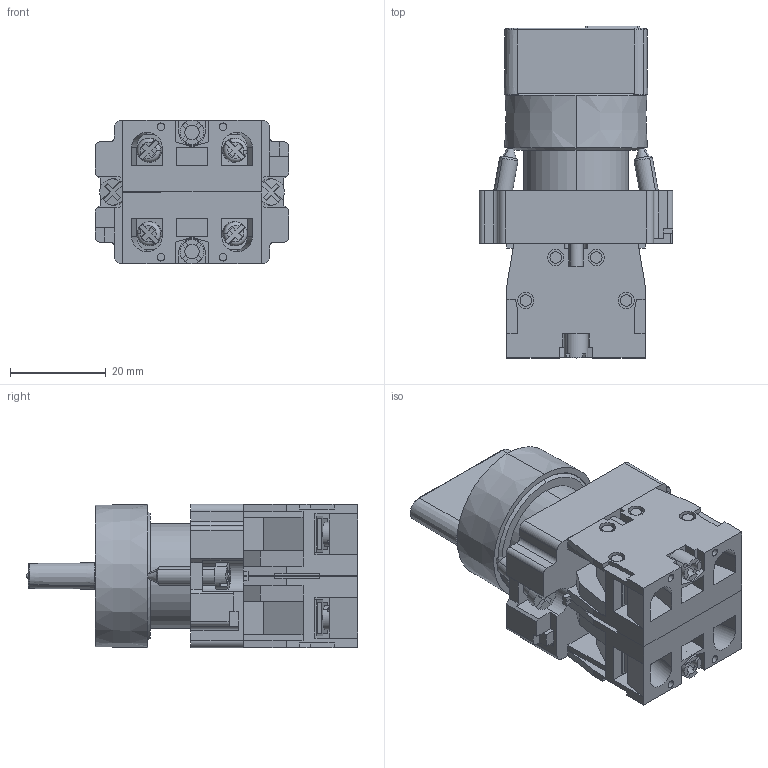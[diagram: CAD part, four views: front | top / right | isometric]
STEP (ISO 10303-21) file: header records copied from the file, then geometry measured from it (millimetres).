
FILE_DESCRIPTION (( 'STEP AP214' ), '1' );
FILE_NAME ('BSW60-BD-3-K02 Ïåðåêëþ÷àòåëü LAY5-BD33 3 ïîëîæåíèÿ I-0-II ñòàíäàðò ðó÷êà ÈÝÊ.STEP', '2017-10-26T08:30:26', ( '' ), ( '' ), 'SwSTEP 2.0', 'SolidWorks 2014', '' );
FILE_SCHEMA (( 'AUTOMOTIVE_DESIGN' ));
Length unit declared in the file: millimetre
Products named in the file (1): BSW60-BD-3-K02 Ïåðåêëþ÷àòåëü LAY5-BD33 3 ïîëîæåíèÿ I-0-II ñòàíäàðò ðó÷êà ÈÝÊ
Bounding box: 40.5 x 69.5 x 30 mm (x, y, z)
Volume: 37475.5 mm3; surface area: 20729 mm2
Topology: 5 solids, 5 shells, 680 faces, 1818 edges, 1198 vertices
Faces by surface type: plane 499, cylinder 139, cone 18, torus 14, bspline 8, sphere 2
Entity records: 21426 total; most frequent: CARTESIAN_POINT 4059, ORIENTED_EDGE 3632, DIRECTION 3530, EDGE_CURVE 1816, LINE 1376, VECTOR 1376, VERTEX_POINT 1198, AXIS2_PLACEMENT_3D 1077
